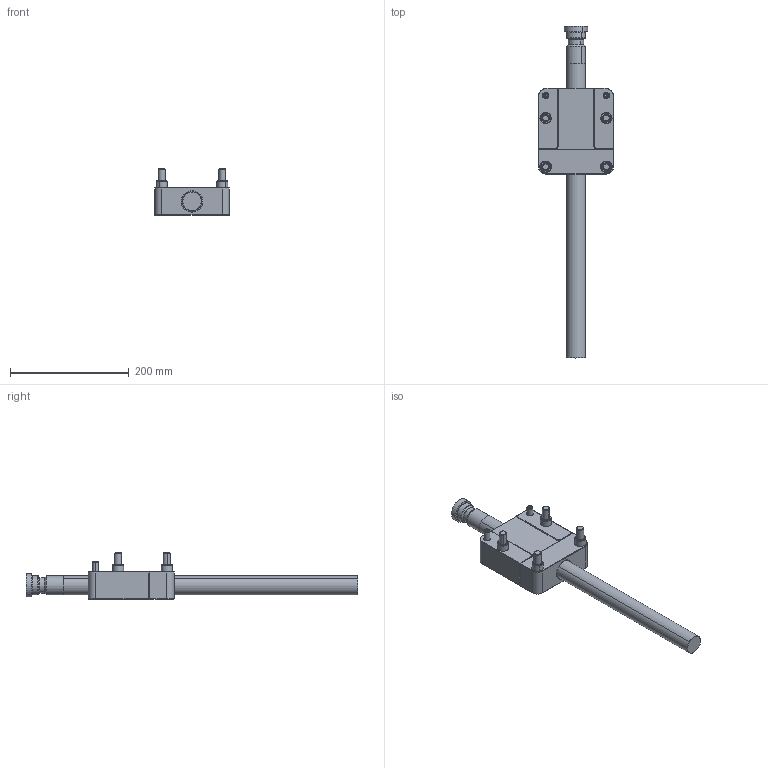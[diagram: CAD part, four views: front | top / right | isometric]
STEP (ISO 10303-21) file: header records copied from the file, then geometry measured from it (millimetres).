
FILE_DESCRIPTION (( 'STEP AP214' ), '1' );
FILE_NAME ('EY321200.STEP', '2023-12-14T11:40:13', ( '' ), ( '' ), 'SwSTEP 2.0', 'SolidWorks 2021', '' );
FILE_SCHEMA (( 'AUTOMOTIVE_DESIGN' ));
Length unit declared in the file: millimetre
Products named in the file (13): 1PCR79791030_ISO 8735-10x24-A-St; EY321200-A; ZBS050; 3CASQ-EY32; EY321200-B; EY321200-C; 1DIN9121480; EY321200-F; 3IMAN5X2; EY321200; 1DIN9121265_DIN 912 M12 x 40 --- 40C; EX321200-E; EX321200-H
Assembly tree (21 placements, depth 2):
  EY321200
    EY321200-A
    EY321200-B
    EY321200-C
    EX321200-E
    EY321200-F  x2
    EX321200-H
    ZBS050  x4
    1PCR79791030_ISO 8735-10x24-A-St  x2
    1DIN9121480
    1DIN9121265_DIN 912 M12 x 40 --- 40C  x4
    3IMAN5X2  x2
    3CASQ-EY32
Bounding box: 126 x 558 x 77.5 mm (x, y, z)
Volume: 1159332.9 mm3; surface area: 220867.7 mm2
Topology: 25 solids, 25 shells, 685 faces, 1532 edges, 910 vertices
Faces by surface type: plane 251, cone 186, cylinder 158, torus 86, sphere 4
Entity records: 14294 total; most frequent: CARTESIAN_POINT 2725, DIRECTION 2418, ORIENTED_EDGE 2152, EDGE_CURVE 1076, AXIS2_PLACEMENT_3D 930, VERTEX_POINT 651, VECTOR 558, LINE 558
